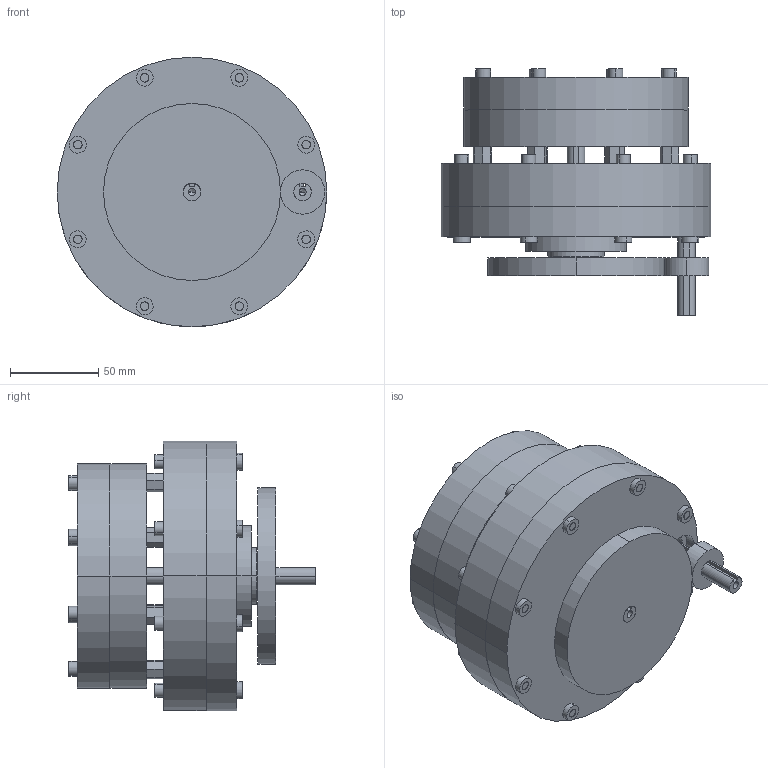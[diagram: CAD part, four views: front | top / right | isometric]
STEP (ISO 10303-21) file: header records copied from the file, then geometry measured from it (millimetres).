
FILE_DESCRIPTION (( 'STEP AP214' ), '1' );
FILE_NAME ('Turbopump FEM 2.STEP', '2024-01-31T11:31:07', ( '' ), ( '' ), 'SwSTEP 2.0', 'SolidWorks 2023', '' );
FILE_SCHEMA (( 'AUTOMOTIVE_DESIGN' ));
Length unit declared in the file: inch
Products named in the file (17): [TP] [Pump] [Fuel] Pump Casing Cap_Simplified FEM; [TP] [Pump] [Ox] Pump Casing Cap; [TP] [Pump] [Fuel] Impeller_Simplified FEM; 10-32 Nut FEM; [TP] [Pump] [Ox] Pump Casing Volute_Simplified FEM; 10-32-1.75 Fastener FEM; Pump Gear FEM; [TP] [Pump] [Ox] Inducer_Simplified FEM; Interpump Standoff FEM_91075A171; [TP] [Pump] [Fuel] Inducer_Simplified FEM; [TP] [Pump] [Ox] Impeller_Simplified FEM; [TP] [Turb] Keyed Shaft - 7398K211_304_7398K211; [TP] [Pump] Keyed Shaft - 7398K211_304_7398K211; Turbopump FEM 2; [TP] [Pump] [Fuel] Pump Casing Volute_Simplified FEM; Turbine Gear FEM; [TP] [Pump] [Fuel] Seal Retaining Cap
Assembly tree (45 placements, depth 2):
  Turbopump FEM 2
    [TP] [Pump] [Fuel] Pump Casing Cap_Simplified FEM
    [TP] [Pump] [Fuel] Pump Casing Volute_Simplified FEM
    [TP] [Pump] [Ox] Pump Casing Cap
    [TP] [Pump] [Ox] Pump Casing Volute_Simplified FEM
    Interpump Standoff FEM_91075A171  x8
    [TP] [Pump] [Fuel] Seal Retaining Cap
    10-32-1.75 Fastener FEM  x16
    [TP] [Pump] Keyed Shaft - 7398K211_304_7398K211
    10-32 Nut FEM  x8
    Pump Gear FEM
    [TP] [Pump] [Ox] Impeller_Simplified FEM
    [TP] [Turb] Keyed Shaft - 7398K211_304_7398K211
    Turbine Gear FEM
    [TP] [Pump] [Fuel] Impeller_Simplified FEM
    [TP] [Pump] [Fuel] Inducer_Simplified FEM
    [TP] [Pump] [Ox] Inducer_Simplified FEM
Bounding box: 152.4 x 139.19 x 152.4 mm (x, y, z)
Volume: 1262675.7 mm3; surface area: 270501.8 mm2
Topology: 45 solids, 45 shells, 607 faces, 1321 edges, 847 vertices
Faces by surface type: cylinder 344, plane 207, cone 52, bspline 4
Entity records: 12762 total; most frequent: CARTESIAN_POINT 3798, DIRECTION 1946, ORIENTED_EDGE 1534, AXIS2_PLACEMENT_3D 819, EDGE_CURVE 767, VERTEX_POINT 503, EDGE_LOOP 464, CIRCLE 441
